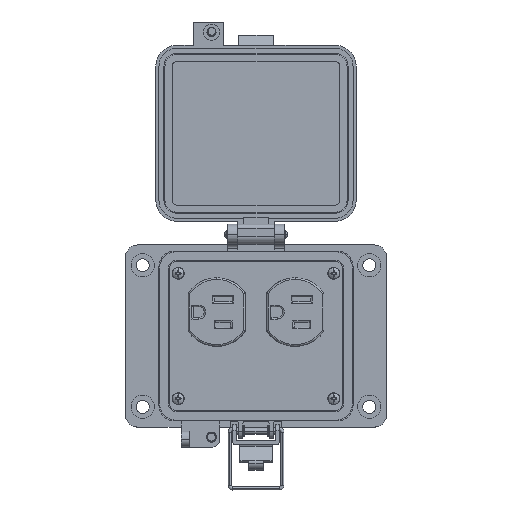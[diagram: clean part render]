
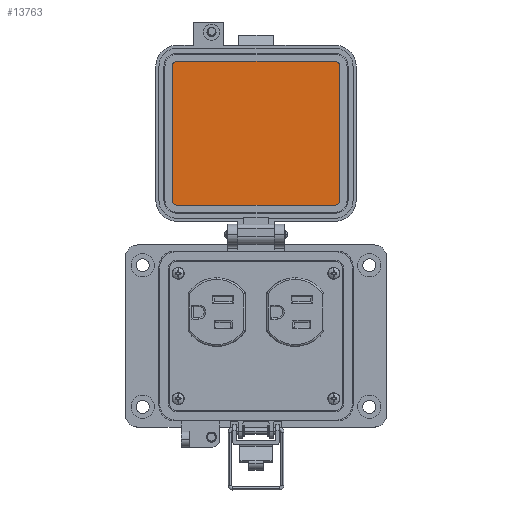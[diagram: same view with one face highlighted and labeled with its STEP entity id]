
A CAD part, top view. The second image highlights one B-rep face of the part: STEP entity #13763.
In plain terms, the highlighted planar face has unit normal (0, 0, 1).
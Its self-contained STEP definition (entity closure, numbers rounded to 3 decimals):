
#11 = ORIENTED_EDGE ( 'NONE', *, *, #30539, .F. ) ;
#207 = CIRCLE ( 'NONE', #45469, 2.299 ) ;
#1222 = VERTEX_POINT ( 'NONE', #16733 ) ;
#2626 = CARTESIAN_POINT ( 'NONE',  ( -42.469, 60.004, 19.202 ) ) ;
#3008 = VECTOR ( 'NONE', #68144, 1000. ) ;
#5607 = ORIENTED_EDGE ( 'NONE', *, *, #10765, .F. ) ;
#6345 = VERTEX_POINT ( 'NONE', #24797 ) ;
#6631 = CARTESIAN_POINT ( 'NONE',  ( -44.769, 126.389, 19.202 ) ) ;
#7971 = DIRECTION ( 'NONE',  ( 1., 0., 0. ) ) ;
#10608 = DIRECTION ( 'NONE',  ( 0., 0., -1. ) ) ;
#10765 = EDGE_CURVE ( 'NONE', #65307, #6345, #43131, .T. ) ;
#10843 = VECTOR ( 'NONE', #58133, 1000. ) ;
#11089 = EDGE_CURVE ( 'NONE', #1222, #65307, #28177, .T. ) ;
#13763 = ADVANCED_FACE ( 'NONE', ( #16406 ), #35418, .T. ) ;
#14466 = ORIENTED_EDGE ( 'NONE', *, *, #28083, .F. ) ;
#14942 = LINE ( 'NONE', #28686, #55383 ) ;
#16406 = FACE_OUTER_BOUND ( 'NONE', #66520, .T. ) ;
#16733 = CARTESIAN_POINT ( 'NONE',  ( 35.912, 128.688, 19.202 ) ) ;
#18923 = VERTEX_POINT ( 'NONE', #43302 ) ;
#19842 = VERTEX_POINT ( 'NONE', #45480 ) ;
#20000 = CARTESIAN_POINT ( 'NONE',  ( 35.912, 126.389, 19.202 ) ) ;
#22702 = AXIS2_PLACEMENT_3D ( 'NONE', #2626, #39693, #7971 ) ;
#24797 = CARTESIAN_POINT ( 'NONE',  ( 38.212, 60.004, 19.202 ) ) ;
#25351 = DIRECTION ( 'NONE',  ( 1., 0., 0. ) ) ;
#27335 = DIRECTION ( 'NONE',  ( 0., 0., -1. ) ) ;
#28083 = EDGE_CURVE ( 'NONE', #59355, #19842, #28838, .T. ) ;
#28177 = CIRCLE ( 'NONE', #52860, 2.299 ) ;
#28686 = CARTESIAN_POINT ( 'NONE',  ( -3.279, 128.688, 19.202 ) ) ;
#28838 = CIRCLE ( 'NONE', #22702, 2.299 ) ;
#29115 = VECTOR ( 'NONE', #43166, 1000. ) ;
#30351 = CARTESIAN_POINT ( 'NONE',  ( 39.871, 130.108, 19.202 ) ) ;
#30539 = EDGE_CURVE ( 'NONE', #40327, #48068, #207, .T. ) ;
#31040 = EDGE_CURVE ( 'NONE', #18923, #59355, #52967, .T. ) ;
#32085 = AXIS2_PLACEMENT_3D ( 'NONE', #42293, #10608, #47621 ) ;
#32569 = CARTESIAN_POINT ( 'NONE',  ( 38.212, 93.196, 19.202 ) ) ;
#34927 = CARTESIAN_POINT ( 'NONE',  ( -42.469, 128.688, 19.202 ) ) ;
#35418 = PLANE ( 'NONE',  #57521 ) ;
#35626 = DIRECTION ( 'NONE',  ( -1., 0., 0. ) ) ;
#35922 = EDGE_CURVE ( 'NONE', #6345, #18923, #48885, .T. ) ;
#38759 = CARTESIAN_POINT ( 'NONE',  ( -42.469, 57.705, 19.202 ) ) ;
#39253 = DIRECTION ( 'NONE',  ( 1., 0., 0. ) ) ;
#39693 = DIRECTION ( 'NONE',  ( 0., 0., -1. ) ) ;
#40327 = VERTEX_POINT ( 'NONE', #6631 ) ;
#42293 = CARTESIAN_POINT ( 'NONE',  ( 35.912, 60.004, 19.202 ) ) ;
#43131 = LINE ( 'NONE', #32569, #29115 ) ;
#43166 = DIRECTION ( 'NONE',  ( 0., -1., 0. ) ) ;
#43302 = CARTESIAN_POINT ( 'NONE',  ( 35.912, 57.705, 19.202 ) ) ;
#45469 = AXIS2_PLACEMENT_3D ( 'NONE', #58883, #27335, #64168 ) ;
#45480 = CARTESIAN_POINT ( 'NONE',  ( -44.769, 60.004, 19.202 ) ) ;
#47586 = CARTESIAN_POINT ( 'NONE',  ( -3.279, 57.705, 19.202 ) ) ;
#47621 = DIRECTION ( 'NONE',  ( 0., -1., 0. ) ) ;
#48068 = VERTEX_POINT ( 'NONE', #34927 ) ;
#48885 = CIRCLE ( 'NONE', #32085, 2.299 ) ;
#52737 = ORIENTED_EDGE ( 'NONE', *, *, #35922, .F. ) ;
#52860 = AXIS2_PLACEMENT_3D ( 'NONE', #20000, #56923, #25351 ) ;
#52967 = LINE ( 'NONE', #47586, #10843 ) ;
#53119 = ORIENTED_EDGE ( 'NONE', *, *, #60196, .F. ) ;
#54689 = CARTESIAN_POINT ( 'NONE',  ( 38.212, 126.389, 19.202 ) ) ;
#54968 = ORIENTED_EDGE ( 'NONE', *, *, #55542, .F. ) ;
#55383 = VECTOR ( 'NONE', #39253, 1000. ) ;
#55542 = EDGE_CURVE ( 'NONE', #48068, #1222, #14942, .T. ) ;
#56923 = DIRECTION ( 'NONE',  ( 0., 0., -1. ) ) ;
#57521 = AXIS2_PLACEMENT_3D ( 'NONE', #30351, #67178, #35626 ) ;
#57993 = CARTESIAN_POINT ( 'NONE',  ( -44.769, 93.196, 19.202 ) ) ;
#58133 = DIRECTION ( 'NONE',  ( -1., 0., 0. ) ) ;
#58883 = CARTESIAN_POINT ( 'NONE',  ( -42.469, 126.389, 19.202 ) ) ;
#59238 = LINE ( 'NONE', #57993, #3008 ) ;
#59355 = VERTEX_POINT ( 'NONE', #38759 ) ;
#60196 = EDGE_CURVE ( 'NONE', #19842, #40327, #59238, .T. ) ;
#62515 = ORIENTED_EDGE ( 'NONE', *, *, #31040, .F. ) ;
#63164 = ORIENTED_EDGE ( 'NONE', *, *, #11089, .F. ) ;
#64168 = DIRECTION ( 'NONE',  ( 0., -1., 0. ) ) ;
#65307 = VERTEX_POINT ( 'NONE', #54689 ) ;
#66520 = EDGE_LOOP ( 'NONE', ( #52737, #5607, #63164, #54968, #11, #53119, #14466, #62515 ) ) ;
#67178 = DIRECTION ( 'NONE',  ( 0., 0., 1. ) ) ;
#68144 = DIRECTION ( 'NONE',  ( 0., 1., 0. ) ) ;
